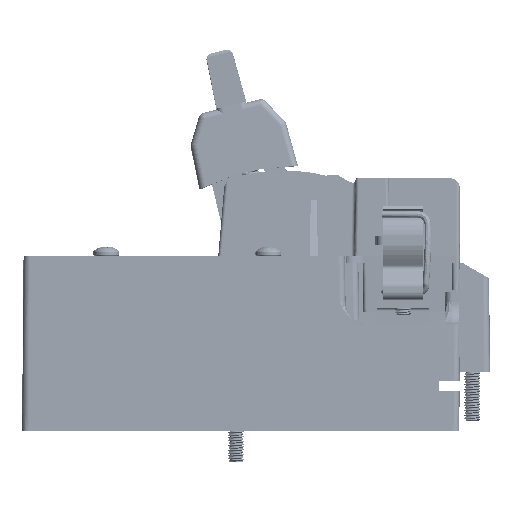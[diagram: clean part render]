
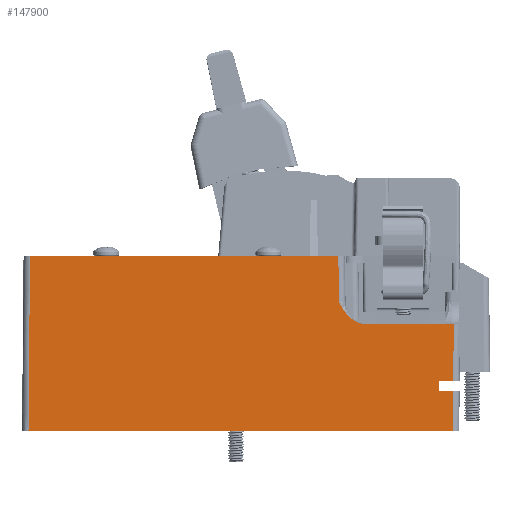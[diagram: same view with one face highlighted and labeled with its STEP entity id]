
A CAD part, left-side view. The second image highlights one B-rep face of the part: STEP entity #147900.
In plain terms, the highlighted planar face has unit normal (-1, 0, 0.009).
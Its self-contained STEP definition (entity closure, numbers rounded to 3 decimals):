
#1041 = DIRECTION ( 'NONE',  ( 0.009, -0.009, 1. ) ) ;
#6197 = CARTESIAN_POINT ( 'NONE',  ( -50.962, 34.639, 33. ) ) ;
#10845 = CARTESIAN_POINT ( 'NONE',  ( -50.962, 29.278, 33. ) ) ;
#10852 = CARTESIAN_POINT ( 'NONE',  ( -51.14, 135., 12.55 ) ) ;
#10875 = CARTESIAN_POINT ( 'NONE',  ( -50.948, 33.102, 34.575 ) ) ;
#14483 = CARTESIAN_POINT ( 'NONE',  ( -51.25, 133., -0.017 ) ) ;
#14858 = VERTEX_POINT ( 'NONE', #15189 ) ;
#15084 = CARTESIAN_POINT ( 'NONE',  ( -51.25, 2.134, 0. ) ) ;
#15189 = CARTESIAN_POINT ( 'NONE',  ( -51.14, 6.35, 12.55 ) ) ;
#17842 = AXIS2_PLACEMENT_3D ( 'NONE', #60399, #50568, #33703 ) ;
#20637 = LINE ( 'NONE', #63295, #48976 ) ;
#21896 = VERTEX_POINT ( 'NONE', #63867 ) ;
#22477 = CARTESIAN_POINT ( 'NONE',  ( -50.919, 36.087, 37.952 ) ) ;
#25078 = CARTESIAN_POINT ( 'NONE',  ( -50.95, 32.764, 34.327 ) ) ;
#25409 = LINE ( 'NONE', #77931, #119987 ) ;
#26228 = ORIENTED_EDGE ( 'NONE', *, *, #147748, .F. ) ;
#28256 = EDGE_CURVE ( 'NONE', #162536, #149016, #142410, .T. ) ;
#32678 = VECTOR ( 'NONE', #154952, 1000. ) ;
#33703 = DIRECTION ( 'NONE',  ( 0.009, 0., 1. ) ) ;
#34583 = FACE_OUTER_BOUND ( 'NONE', #60822, .T. ) ;
#34915 = CARTESIAN_POINT ( 'NONE',  ( -50.962, 28.435, 33. ) ) ;
#36700 = CARTESIAN_POINT ( 'NONE',  ( -50.923, 35.783, 37.469 ) ) ;
#40588 = VECTOR ( 'NONE', #137934, 1000. ) ;
#41073 = ORIENTED_EDGE ( 'NONE', *, *, #98679, .T. ) ;
#41587 = EDGE_CURVE ( 'NONE', #117816, #50043, #25409, .T. ) ;
#46391 = DIRECTION ( 'NONE',  ( -0.009, 0., -1. ) ) ;
#48976 = VECTOR ( 'NONE', #160402, 1000. ) ;
#50043 = VERTEX_POINT ( 'NONE', #15084 ) ;
#50147 = CARTESIAN_POINT ( 'NONE',  ( -50.962, 1.846, 33. ) ) ;
#50468 = ORIENTED_EDGE ( 'NONE', *, *, #41587, .T. ) ;
#50568 = DIRECTION ( 'NONE',  ( -1., 0., 0.009 ) ) ;
#51777 = CARTESIAN_POINT ( 'NONE',  ( -50.957, 31.29, 33.549 ) ) ;
#53714 = EDGE_CURVE ( 'NONE', #50043, #142700, #138185, .T. ) ;
#55898 = VERTEX_POINT ( 'NONE', #132314 ) ;
#55995 = VERTEX_POINT ( 'NONE', #82330 ) ;
#56883 = ORIENTED_EDGE ( 'NONE', *, *, #130404, .T. ) ;
#59598 = CARTESIAN_POINT ( 'NONE',  ( -50.912, 36.515, 38.69 ) ) ;
#60399 = CARTESIAN_POINT ( 'NONE',  ( -51.25, 135., 0. ) ) ;
#60498 = CARTESIAN_POINT ( 'NONE',  ( -50.962, 28.435, 33. ) ) ;
#60822 = EDGE_LOOP ( 'NONE', ( #165178, #117017, #149882, #109257, #41073, #56883, #91678, #26228, #68743, #50468, #61761, #173002 ) ) ;
#61761 = ORIENTED_EDGE ( 'NONE', *, *, #53714, .T. ) ;
#62527 = CARTESIAN_POINT ( 'NONE',  ( -50.935, 34.767, 36.106 ) ) ;
#63295 = CARTESIAN_POINT ( 'NONE',  ( -51.235, 36.529, 1.719 ) ) ;
#63706 = DIRECTION ( 'NONE',  ( 0., -1., 0. ) ) ;
#63867 = CARTESIAN_POINT ( 'NONE',  ( -50.779, 37.442, 54. ) ) ;
#64700 = VECTOR ( 'NONE', #122235, 1000. ) ;
#68743 = ORIENTED_EDGE ( 'NONE', *, *, #156224, .T. ) ;
#71032 = CARTESIAN_POINT ( 'NONE',  ( -51.26, 2.144, -1.159 ) ) ;
#75862 = DIRECTION ( 'NONE',  ( 0., 1., 0. ) ) ;
#75886 = CARTESIAN_POINT ( 'NONE',  ( -50.94, 34.183, 35.495 ) ) ;
#77931 = CARTESIAN_POINT ( 'NONE',  ( -51.25, 135., 0. ) ) ;
#79179 = DIRECTION ( 'NONE',  ( 0., -1., 0. ) ) ;
#79346 = CARTESIAN_POINT ( 'NONE',  ( -50.948, 33.102, 34.575 ) ) ;
#81582 = B_SPLINE_CURVE_WITH_KNOTS ( 'NONE', 3,
 ( #34915, #10845, #119439, #51777, #143559, #92733, #25078, #79346 ),
 .UNSPECIFIED., .F., .F.,
 ( 4, 2, 2, 4 ),
 ( 0., 0.002, 0.004, 0.005 ),
 .UNSPECIFIED. ) ;
#82330 = CARTESIAN_POINT ( 'NONE',  ( -50.779, 132.529, 54. ) ) ;
#85248 = DIRECTION ( 'NONE',  ( 0.009, -0.009, 1. ) ) ;
#90129 = CARTESIAN_POINT ( 'NONE',  ( -50.931, 35.122, 36.545 ) ) ;
#91678 = ORIENTED_EDGE ( 'NONE', *, *, #95994, .T. ) ;
#91739 = B_SPLINE_CURVE_WITH_KNOTS ( 'NONE', 3,
 ( #10875, #92765, #172999, #147108, #75886, #62527, #90129, #36700, #22477, #59598, #115706, #156693, #170073, #113073 ),
 .UNSPECIFIED., .F., .F.,
 ( 4, 2, 2, 2, 2, 2, 4 ),
 ( 0.005, 0.006, 0.007, 0.008, 0.01, 0.011, 0.012 ),
 .UNSPECIFIED. ) ;
#92733 = CARTESIAN_POINT ( 'NONE',  ( -50.952, 32.411, 34.105 ) ) ;
#92765 = CARTESIAN_POINT ( 'NONE',  ( -50.947, 33.333, 34.743 ) ) ;
#95099 = VECTOR ( 'NONE', #1041, 1000. ) ;
#95523 = CARTESIAN_POINT ( 'NONE',  ( -51.25, 133., 0. ) ) ;
#95994 = EDGE_CURVE ( 'NONE', #163380, #21896, #20637, .T. ) ;
#96339 = CARTESIAN_POINT ( 'NONE',  ( -51.26, 2.144, -1.159 ) ) ;
#98532 = CARTESIAN_POINT ( 'NONE',  ( -51.114, 6.35, 15.55 ) ) ;
#98557 = CARTESIAN_POINT ( 'NONE',  ( -51.114, 1.998, 15.55 ) ) ;
#98679 = EDGE_CURVE ( 'NONE', #162536, #55898, #81582, .T. ) ;
#99334 = VERTEX_POINT ( 'NONE', #98557 ) ;
#104040 = CARTESIAN_POINT ( 'NONE',  ( -51.14, 2.024, 12.55 ) ) ;
#104722 = LINE ( 'NONE', #14483, #64700 ) ;
#109257 = ORIENTED_EDGE ( 'NONE', *, *, #28256, .F. ) ;
#109422 = EDGE_CURVE ( 'NONE', #141655, #14858, #116700, .T. ) ;
#112258 = VECTOR ( 'NONE', #46391, 1000. ) ;
#112988 = CARTESIAN_POINT ( 'NONE',  ( -50.779, 135., 54. ) ) ;
#113073 = CARTESIAN_POINT ( 'NONE',  ( -50.901, 37.196, 39.939 ) ) ;
#115706 = CARTESIAN_POINT ( 'NONE',  ( -50.91, 36.654, 38.938 ) ) ;
#116700 = LINE ( 'NONE', #168446, #112258 ) ;
#117017 = ORIENTED_EDGE ( 'NONE', *, *, #167243, .T. ) ;
#117816 = VERTEX_POINT ( 'NONE', #95523 ) ;
#119439 = CARTESIAN_POINT ( 'NONE',  ( -50.961, 30.097, 33.141 ) ) ;
#119987 = VECTOR ( 'NONE', #63706, 1000. ) ;
#121222 = EDGE_CURVE ( 'NONE', #99334, #149016, #127129, .T. ) ;
#121794 = VECTOR ( 'NONE', #79179, 1000. ) ;
#122235 = DIRECTION ( 'NONE',  ( -0.009, 0.009, -1. ) ) ;
#127129 = LINE ( 'NONE', #71032, #134083 ) ;
#130404 = EDGE_CURVE ( 'NONE', #55898, #163380, #91739, .T. ) ;
#131920 = LINE ( 'NONE', #10852, #141148 ) ;
#132314 = CARTESIAN_POINT ( 'NONE',  ( -50.948, 33.102, 34.575 ) ) ;
#134083 = VECTOR ( 'NONE', #85248, 1000. ) ;
#137039 = LINE ( 'NONE', #112988, #40588 ) ;
#137934 = DIRECTION ( 'NONE',  ( 0., -1., 0. ) ) ;
#138185 = LINE ( 'NONE', #96339, #95099 ) ;
#141148 = VECTOR ( 'NONE', #75862, 1000. ) ;
#141655 = VERTEX_POINT ( 'NONE', #98532 ) ;
#142410 = LINE ( 'NONE', #6197, #32678 ) ;
#142700 = VERTEX_POINT ( 'NONE', #104040 ) ;
#143559 = CARTESIAN_POINT ( 'NONE',  ( -50.956, 31.675, 33.717 ) ) ;
#144941 = PLANE ( 'NONE',  #17842 ) ;
#145100 = CARTESIAN_POINT ( 'NONE',  ( -51.114, 135., 15.55 ) ) ;
#147108 = CARTESIAN_POINT ( 'NONE',  ( -50.942, 33.98, 35.298 ) ) ;
#147748 = EDGE_CURVE ( 'NONE', #55995, #21896, #137039, .T. ) ;
#147900 = ADVANCED_FACE ( 'NONE', ( #34583 ), #144941, .T. ) ;
#149016 = VERTEX_POINT ( 'NONE', #50147 ) ;
#149882 = ORIENTED_EDGE ( 'NONE', *, *, #121222, .T. ) ;
#151844 = CARTESIAN_POINT ( 'NONE',  ( -50.901, 37.196, 39.939 ) ) ;
#152569 = EDGE_CURVE ( 'NONE', #142700, #14858, #131920, .T. ) ;
#154952 = DIRECTION ( 'NONE',  ( 0., -1., 0. ) ) ;
#156224 = EDGE_CURVE ( 'NONE', #55995, #117816, #104722, .T. ) ;
#156693 = CARTESIAN_POINT ( 'NONE',  ( -50.906, 36.927, 39.437 ) ) ;
#160402 = DIRECTION ( 'NONE',  ( 0.009, 0.017, 1. ) ) ;
#162536 = VERTEX_POINT ( 'NONE', #60498 ) ;
#163380 = VERTEX_POINT ( 'NONE', #151844 ) ;
#165178 = ORIENTED_EDGE ( 'NONE', *, *, #109422, .F. ) ;
#167243 = EDGE_CURVE ( 'NONE', #141655, #99334, #171902, .T. ) ;
#168446 = CARTESIAN_POINT ( 'NONE',  ( -51.25, 6.35, 0. ) ) ;
#170073 = CARTESIAN_POINT ( 'NONE',  ( -50.904, 37.063, 39.69 ) ) ;
#171902 = LINE ( 'NONE', #145100, #121794 ) ;
#172999 = CARTESIAN_POINT ( 'NONE',  ( -50.945, 33.555, 34.923 ) ) ;
#173002 = ORIENTED_EDGE ( 'NONE', *, *, #152569, .T. ) ;
